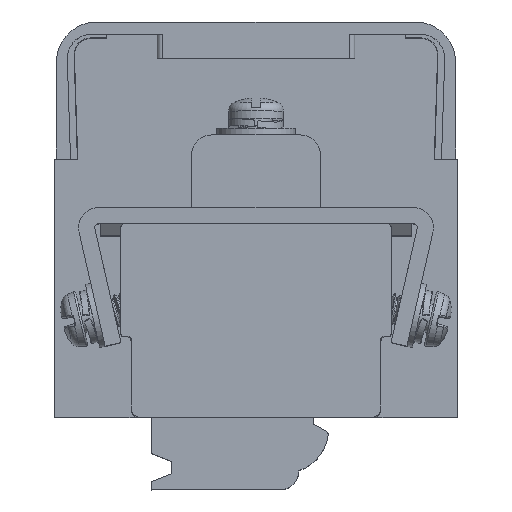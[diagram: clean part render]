
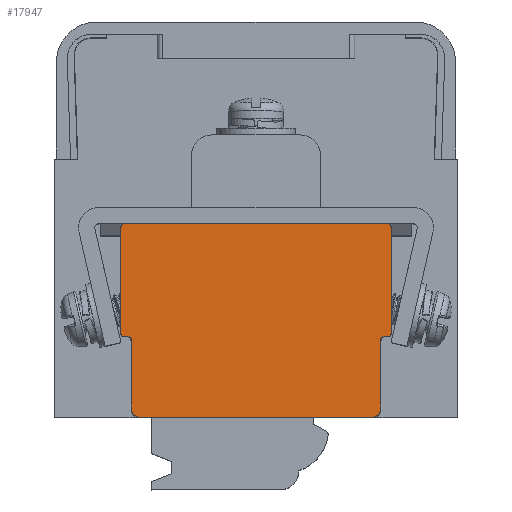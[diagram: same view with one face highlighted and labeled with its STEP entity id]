
A CAD part, top view. The second image highlights one B-rep face of the part: STEP entity #17947.
In plain terms, the highlighted planar face has unit normal (0, 0, 1).
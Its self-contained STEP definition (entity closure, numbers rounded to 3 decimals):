
#474=DIRECTION('',(-1.,0.,0.));
#475=VECTOR('',#474,32.5);
#476=CARTESIAN_POINT('',(16.25,24.,27.6));
#477=LINE('',#476,#475);
#1192=CARTESIAN_POINT('',(-15.747,10.,27.6));
#1451=CARTESIAN_POINT('',(-15.455,9.545,27.6));
#1452=CARTESIAN_POINT('',(-15.455,9.595,27.6));
#1453=CARTESIAN_POINT('',(-15.469,9.688,27.6));
#1454=CARTESIAN_POINT('',(-15.528,9.819,27.6));
#1455=CARTESIAN_POINT('',(-15.622,9.928,27.6));
#1456=CARTESIAN_POINT('',(-15.702,9.98,27.6));
#1457=CARTESIAN_POINT('',(-15.747,10.,27.6));
#1459=DIRECTION('',(-1.,0.,0.));
#1460=VECTOR('',#1459,0.703);
#1461=CARTESIAN_POINT('',(-15.747,10.,27.6));
#1462=LINE('',#1461,#1460);
#1463=CARTESIAN_POINT('',(-16.45,10.,27.6));
#1464=CARTESIAN_POINT('',(-16.45,10.,27.6));
#1465=CARTESIAN_POINT('',(-16.528,10.001,27.6));
#1466=CARTESIAN_POINT('',(-16.686,10.064,27.6));
#1467=CARTESIAN_POINT('',(-16.749,10.222,27.6));
#1468=CARTESIAN_POINT('',(-16.75,10.3,27.6));
#1469=CARTESIAN_POINT('',(-16.75,10.3,27.6));
#1471=DIRECTION('',(0.,1.,0.));
#1472=VECTOR('',#1471,13.2);
#1473=CARTESIAN_POINT('',(-16.75,10.3,27.6));
#1474=LINE('',#1473,#1472);
#1475=CARTESIAN_POINT('',(-16.75,23.5,27.6));
#1476=CARTESIAN_POINT('',(-16.749,23.631,27.6));
#1477=CARTESIAN_POINT('',(-16.642,23.892,27.6));
#1478=CARTESIAN_POINT('',(-16.38,23.999,27.6));
#1479=CARTESIAN_POINT('',(-16.249,24.,27.6));
#1481=CARTESIAN_POINT('',(16.25,23.5,27.6));
#1482=DIRECTION('',(0.,0.,-1.));
#1483=DIRECTION('',(0.,1.,0.));
#1484=AXIS2_PLACEMENT_3D('',#1481,#1482,#1483);
#1486=CARTESIAN_POINT('',(16.75,10.3,27.6));
#1487=CARTESIAN_POINT('',(16.75,10.269,27.6));
#1488=CARTESIAN_POINT('',(16.74,10.206,27.6));
#1489=CARTESIAN_POINT('',(16.697,10.121,27.6));
#1490=CARTESIAN_POINT('',(16.629,10.053,27.6));
#1491=CARTESIAN_POINT('',(16.544,10.01,27.6));
#1492=CARTESIAN_POINT('',(16.481,10.,27.6));
#1493=CARTESIAN_POINT('',(16.45,10.,27.6));
#1495=DIRECTION('',(-1.,0.,0.));
#1496=VECTOR('',#1495,0.704);
#1497=CARTESIAN_POINT('',(16.45,10.,27.6));
#1498=LINE('',#1497,#1496);
#1499=CARTESIAN_POINT('',(15.746,10.,27.6));
#1500=CARTESIAN_POINT('',(15.649,9.955,27.6));
#1501=CARTESIAN_POINT('',(15.516,9.827,27.6));
#1502=CARTESIAN_POINT('',(15.455,9.652,27.6));
#1503=CARTESIAN_POINT('',(15.455,9.545,27.6));
#1505=DIRECTION('',(0.,-1.,0.));
#1506=VECTOR('',#1505,8.545);
#1507=CARTESIAN_POINT('',(15.455,9.545,27.6));
#1508=LINE('',#1507,#1506);
#1509=CARTESIAN_POINT('',(15.455,1.,27.6));
#1510=CARTESIAN_POINT('',(15.455,0.833,27.6));
#1511=CARTESIAN_POINT('',(15.382,0.572,27.6));
#1512=CARTESIAN_POINT('',(15.176,0.278,27.6));
#1513=CARTESIAN_POINT('',(14.882,0.072,27.6));
#1514=CARTESIAN_POINT('',(14.621,0.,27.6));
#1515=CARTESIAN_POINT('',(14.455,0.,27.6));
#1517=DIRECTION('',(-1.,0.,0.));
#1518=VECTOR('',#1517,28.909);
#1519=CARTESIAN_POINT('',(14.455,0.,27.6));
#1520=LINE('',#1519,#1518);
#1521=CARTESIAN_POINT('',(-14.455,0.,27.6));
#1522=CARTESIAN_POINT('',(-14.621,0.,27.6));
#1523=CARTESIAN_POINT('',(-14.882,0.072,27.6));
#1524=CARTESIAN_POINT('',(-15.176,0.278,27.6));
#1525=CARTESIAN_POINT('',(-15.382,0.572,27.6));
#1526=CARTESIAN_POINT('',(-15.455,0.833,27.6));
#1527=CARTESIAN_POINT('',(-15.455,1.,27.6));
#1529=DIRECTION('',(0.,1.,0.));
#1530=VECTOR('',#1529,8.545);
#1531=CARTESIAN_POINT('',(-15.455,1.,27.6));
#1532=LINE('',#1531,#1530);
#1546=DIRECTION('',(0.,1.,0.));
#1547=VECTOR('',#1546,13.2);
#1548=CARTESIAN_POINT('',(16.75,10.3,27.6));
#1549=LINE('',#1548,#1547);
#14395=CARTESIAN_POINT('',(16.75,10.3,27.6));
#14396=VERTEX_POINT('',#14395);
#14397=CARTESIAN_POINT('',(16.75,23.5,27.6));
#14398=VERTEX_POINT('',#14397);
#14446=CARTESIAN_POINT('',(16.25,24.,27.6));
#14447=VERTEX_POINT('',#14446);
#14644=CARTESIAN_POINT('',(-14.455,0.,27.6));
#14645=VERTEX_POINT('',#14644);
#14646=CARTESIAN_POINT('',(14.455,0.,27.6));
#14647=VERTEX_POINT('',#14646);
#14708=CARTESIAN_POINT('',(-15.455,1.,27.6));
#14709=VERTEX_POINT('',#14708);
#14710=CARTESIAN_POINT('',(-15.455,9.545,27.6));
#14711=VERTEX_POINT('',#14710);
#14712=VERTEX_POINT('',#1192);
#14713=CARTESIAN_POINT('',(-16.45,10.,27.6));
#14714=VERTEX_POINT('',#14713);
#14715=CARTESIAN_POINT('',(-16.75,10.3,27.6));
#14716=VERTEX_POINT('',#14715);
#14717=CARTESIAN_POINT('',(-16.75,23.5,27.6));
#14718=VERTEX_POINT('',#14717);
#14743=CARTESIAN_POINT('',(-16.249,24.,27.6));
#14744=VERTEX_POINT('',#14743);
#16120=VERTEX_POINT('',#1493);
#16121=CARTESIAN_POINT('',(15.746,10.,27.6));
#16122=VERTEX_POINT('',#16121);
#16123=VERTEX_POINT('',#1503);
#16124=CARTESIAN_POINT('',(15.455,1.,27.6));
#16125=VERTEX_POINT('',#16124);
#17918=CARTESIAN_POINT('',(0.,12.,27.6));
#17919=DIRECTION('',(0.,0.,1.));
#17920=DIRECTION('',(1.,0.,0.));
#17921=AXIS2_PLACEMENT_3D('',#17918,#17919,#17920);
#17922=PLANE('',#17921);
#17923=ORIENTED_EDGE('',*,*,#17615,.T.);
#17924=ORIENTED_EDGE('',*,*,#17629,.T.);
#17925=ORIENTED_EDGE('',*,*,#17651,.T.);
#17926=ORIENTED_EDGE('',*,*,#17668,.T.);
#17927=ORIENTED_EDGE('',*,*,#17910,.T.);
#17928=ORIENTED_EDGE('',*,*,#16757,.F.);
#17929=ORIENTED_EDGE('',*,*,#16775,.T.);
#17931=ORIENTED_EDGE('',*,*,#17930,.F.);
#17933=ORIENTED_EDGE('',*,*,#17932,.T.);
#17935=ORIENTED_EDGE('',*,*,#17934,.T.);
#17937=ORIENTED_EDGE('',*,*,#17936,.T.);
#17939=ORIENTED_EDGE('',*,*,#17938,.T.);
#17941=ORIENTED_EDGE('',*,*,#17940,.T.);
#17942=ORIENTED_EDGE('',*,*,#17291,.T.);
#17943=ORIENTED_EDGE('',*,*,#17587,.T.);
#17944=ORIENTED_EDGE('',*,*,#17601,.T.);
#17945=EDGE_LOOP('',(#17923,#17924,#17925,#17926,#17927,#17928,#17929,#17931,
#17933,#17935,#17937,#17939,#17941,#17942,#17943,#17944));
#17946=FACE_OUTER_BOUND('',#17945,.F.);
#1458=B_SPLINE_CURVE_WITH_KNOTS('',3,(#1451,#1452,#1453,#1454,#1455,#1456,
#1457),.UNSPECIFIED.,.F.,.F.,(4,1,1,1,4),(0.,0.25,0.5,0.75,1.),
.UNSPECIFIED.);
#1470=B_SPLINE_CURVE_WITH_KNOTS('',3,(#1463,#1464,#1465,#1466,#1467,#1468,
#1469),.UNSPECIFIED.,.F.,.F.,(4,1,1,1,4),(0.,0.001,
0.5,0.999,1.),.UNSPECIFIED.);
#1480=B_SPLINE_CURVE_WITH_KNOTS('',3,(#1475,#1476,#1477,#1478,#1479),
.UNSPECIFIED.,.F.,.F.,(4,1,4),(0.,0.5,1.),.UNSPECIFIED.);
#1485=CIRCLE('',#1484,0.5);
#1494=B_SPLINE_CURVE_WITH_KNOTS('',3,(#1486,#1487,#1488,#1489,#1490,#1491,#1492,
#1493),.UNSPECIFIED.,.F.,.F.,(4,1,1,1,1,4),(0.,0.199,
0.4,0.6,0.801,1.),.UNSPECIFIED.);
#1504=B_SPLINE_CURVE_WITH_KNOTS('',3,(#1499,#1500,#1501,#1502,#1503),
.UNSPECIFIED.,.F.,.F.,(4,1,4),(0.,0.5,1.),.UNSPECIFIED.);
#1516=B_SPLINE_CURVE_WITH_KNOTS('',3,(#1509,#1510,#1511,#1512,#1513,#1514,
#1515),.UNSPECIFIED.,.F.,.F.,(4,1,1,1,4),(0.,0.25,0.5,0.75,1.),
.UNSPECIFIED.);
#1528=B_SPLINE_CURVE_WITH_KNOTS('',3,(#1521,#1522,#1523,#1524,#1525,#1526,
#1527),.UNSPECIFIED.,.F.,.F.,(4,1,1,1,4),(0.,0.25,0.5,0.75,1.),
.UNSPECIFIED.);
#16757=EDGE_CURVE('',#14447,#14744,#477,.T.);
#16775=EDGE_CURVE('',#14447,#14398,#1485,.T.);
#17291=EDGE_CURVE('',#14647,#14645,#1520,.T.);
#17587=EDGE_CURVE('',#14645,#14709,#1528,.T.);
#17601=EDGE_CURVE('',#14709,#14711,#1532,.T.);
#17615=EDGE_CURVE('',#14711,#14712,#1458,.T.);
#17629=EDGE_CURVE('',#14712,#14714,#1462,.T.);
#17651=EDGE_CURVE('',#14714,#14716,#1470,.T.);
#17668=EDGE_CURVE('',#14716,#14718,#1474,.T.);
#17910=EDGE_CURVE('',#14718,#14744,#1480,.T.);
#17930=EDGE_CURVE('',#14396,#14398,#1549,.T.);
#17932=EDGE_CURVE('',#14396,#16120,#1494,.T.);
#17934=EDGE_CURVE('',#16120,#16122,#1498,.T.);
#17936=EDGE_CURVE('',#16122,#16123,#1504,.T.);
#17938=EDGE_CURVE('',#16123,#16125,#1508,.T.);
#17940=EDGE_CURVE('',#16125,#14647,#1516,.T.);
#17947=ADVANCED_FACE('',(#17946),#17922,.T.);
